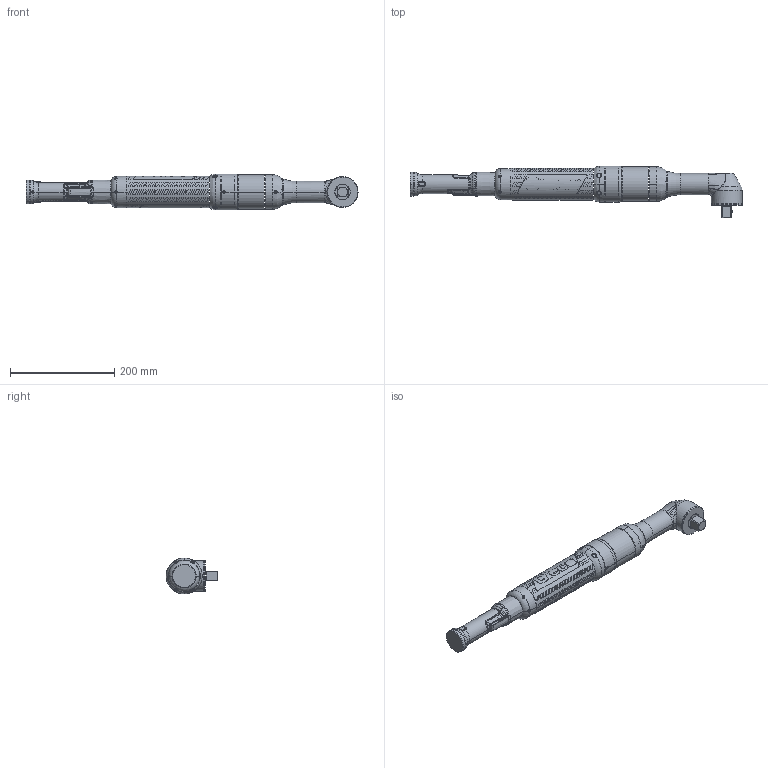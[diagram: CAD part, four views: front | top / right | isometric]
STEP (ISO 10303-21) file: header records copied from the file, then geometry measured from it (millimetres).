
FILE_DESCRIPTION((''),'2;1');
FILE_NAME('70EAN150NA6_SW0001','2018-11-27T',('A1X81'),(''),'CREO PARAMETRIC BY PTC INC, 2016050','CREO PARAMETRIC BY PTC INC, 2016050','');
FILE_SCHEMA(('CONFIG_CONTROL_DESIGN'));
Products named in the file (1): 70EAN150NA6_SW0001
Bounding box: 636.79 x 99.05 x 69 mm (x, y, z)
Surface area: 141006.5 mm2 (no closed solid volume)
Topology: 0 solids, 440 shells, 1426 faces, 5931 edges, 4822 vertices
Faces by surface type: bspline 505, cylinder 414, plane 280, torus 99, extrusion 81, cone 47
Entity records: 87039 total; most frequent: CARTESIAN_POINT 46963, ORIENTED_EDGE 7368, DIRECTION 6388, EDGE_CURVE 5931, VERTEX_POINT 4822, B_SPLINE_CURVE_WITH_KNOTS 2785, AXIS2_PLACEMENT_3D 2240, VECTOR 1908
